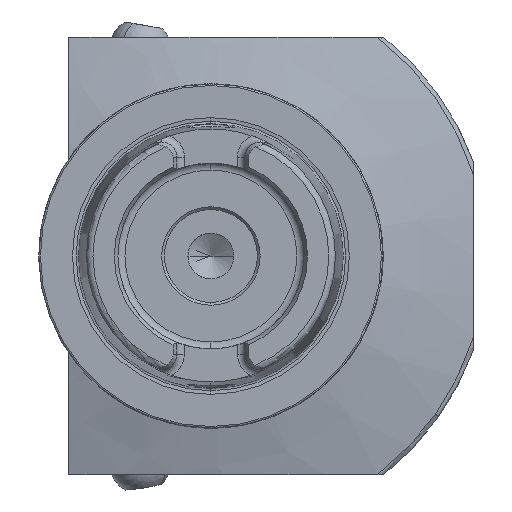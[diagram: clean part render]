
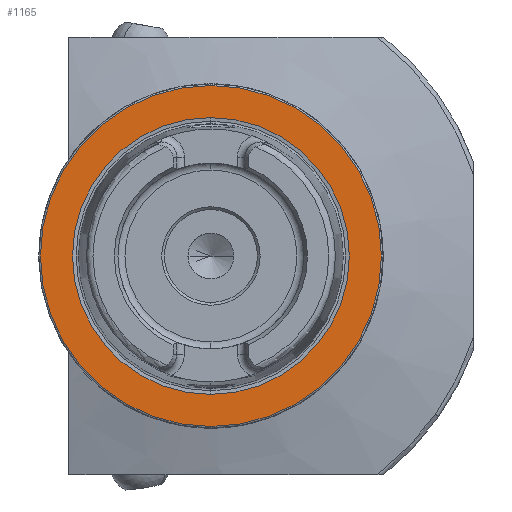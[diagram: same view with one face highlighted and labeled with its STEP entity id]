
A CAD part, left-side view. The second image highlights one B-rep face of the part: STEP entity #1165.
In plain terms, the highlighted planar face has unit normal (-1, 0, 0).
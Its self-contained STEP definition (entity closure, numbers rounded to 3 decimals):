
#41 = ORIENTED_EDGE ( 'NONE', *, *, #10020, .T. ) ;
#168 = DIRECTION ( 'NONE',  ( -1., 0., 0. ) ) ;
#219 = DIRECTION ( 'NONE',  ( 0., 0., 1. ) ) ;
#335 = AXIS2_PLACEMENT_3D ( 'NONE', #4091, #1744, #219 ) ;
#380 = EDGE_LOOP ( 'NONE', ( #8334, #41 ) ) ;
#645 = DIRECTION ( 'NONE',  ( 1., 0., 0. ) ) ;
#757 = EDGE_CURVE ( 'NONE', #7809, #1842, #5089, .T. ) ;
#1144 = AXIS2_PLACEMENT_3D ( 'NONE', #2682, #4266, #3494 ) ;
#1165 = ADVANCED_FACE ( 'NONE', ( #6810, #2487 ), #5336, .F. ) ;
#1313 = EDGE_CURVE ( 'NONE', #9223, #6889, #2001, .T. ) ;
#1590 = ORIENTED_EDGE ( 'NONE', *, *, #757, .F. ) ;
#1609 = CARTESIAN_POINT ( 'NONE',  ( 0., 0., -31.2 ) ) ;
#1614 = DIRECTION ( 'NONE',  ( 0., 0., -1. ) ) ;
#1744 = DIRECTION ( 'NONE',  ( -1., 0., 0. ) ) ;
#1842 = VERTEX_POINT ( 'NONE', #9561 ) ;
#2001 = CIRCLE ( 'NONE', #335, 31.2 ) ;
#2487 = FACE_OUTER_BOUND ( 'NONE', #380, .T. ) ;
#2605 = CARTESIAN_POINT ( 'NONE',  ( 0., 0., -25.324 ) ) ;
#2682 = CARTESIAN_POINT ( 'NONE',  ( 0., 0., 0. ) ) ;
#2822 = CARTESIAN_POINT ( 'NONE',  ( 0., 0., 31.2 ) ) ;
#3006 = EDGE_LOOP ( 'NONE', ( #5131, #1590 ) ) ;
#3051 = AXIS2_PLACEMENT_3D ( 'NONE', #3321, #168, #8014 ) ;
#3249 = CIRCLE ( 'NONE', #9180, 25.324 ) ;
#3321 = CARTESIAN_POINT ( 'NONE',  ( 0., 0., 0. ) ) ;
#3494 = DIRECTION ( 'NONE',  ( 0., 0., 1. ) ) ;
#4091 = CARTESIAN_POINT ( 'NONE',  ( 0., 0., 0. ) ) ;
#4266 = DIRECTION ( 'NONE',  ( -1., 0., 0. ) ) ;
#4393 = CARTESIAN_POINT ( 'NONE',  ( 0., 0., 0. ) ) ;
#5028 = CIRCLE ( 'NONE', #1144, 31.2 ) ;
#5089 = CIRCLE ( 'NONE', #3051, 25.324 ) ;
#5131 = ORIENTED_EDGE ( 'NONE', *, *, #8058, .F. ) ;
#5336 = PLANE ( 'NONE',  #5770 ) ;
#5770 = AXIS2_PLACEMENT_3D ( 'NONE', #6300, #645, #1614 ) ;
#6300 = CARTESIAN_POINT ( 'NONE',  ( 0., 31.2, 0. ) ) ;
#6559 = DIRECTION ( 'NONE',  ( -1., 0., 0. ) ) ;
#6810 = FACE_BOUND ( 'NONE', #3006, .T. ) ;
#6889 = VERTEX_POINT ( 'NONE', #1609 ) ;
#7809 = VERTEX_POINT ( 'NONE', #2605 ) ;
#8014 = DIRECTION ( 'NONE',  ( 0., 0., 1. ) ) ;
#8058 = EDGE_CURVE ( 'NONE', #1842, #7809, #3249, .T. ) ;
#8334 = ORIENTED_EDGE ( 'NONE', *, *, #1313, .T. ) ;
#9180 = AXIS2_PLACEMENT_3D ( 'NONE', #4393, #6559, #9668 ) ;
#9223 = VERTEX_POINT ( 'NONE', #2822 ) ;
#9561 = CARTESIAN_POINT ( 'NONE',  ( 0., 0., 25.324 ) ) ;
#9668 = DIRECTION ( 'NONE',  ( 0., 0., 1. ) ) ;
#10020 = EDGE_CURVE ( 'NONE', #6889, #9223, #5028, .T. ) ;
